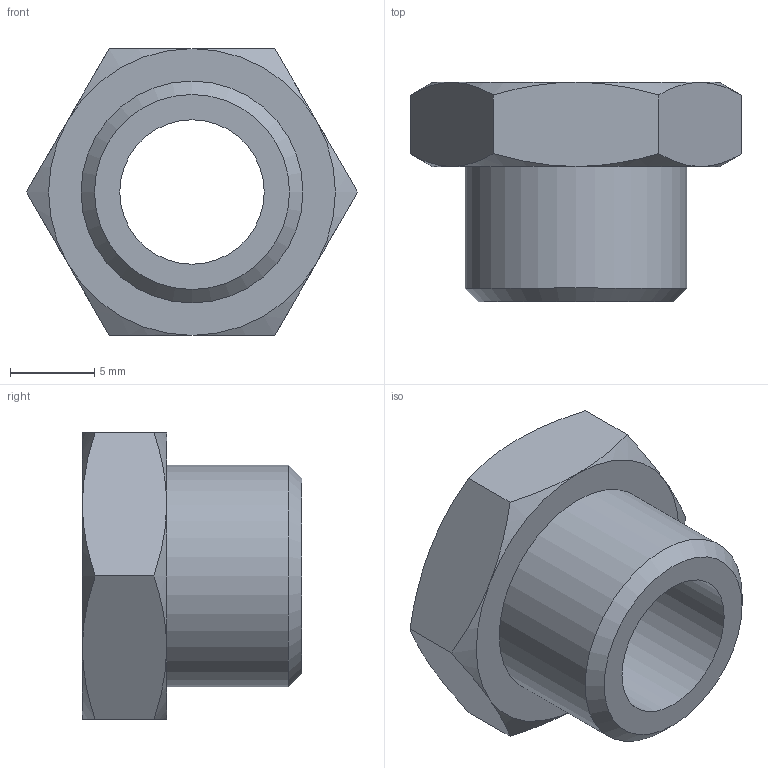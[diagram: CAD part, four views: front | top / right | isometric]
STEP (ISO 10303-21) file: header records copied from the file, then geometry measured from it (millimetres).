
FILE_DESCRIPTION((''),'2;1');
FILE_NAME('Reduzierstueck G1_8 auf G1_4 A26001503.stp','2006-05-11T14:31:22',('ScheitB'),(''),'Autodesk Inventor 10','Autodesk Inventor 10','');
FILE_SCHEMA(('AUTOMOTIVE_DESIGN { 1 0 10303 214 1 1 1 1 }'));
Length unit declared in the file: millimetre
Products named in the file (1): anrds09b
Bounding box: 19.63 x 13 x 17 mm (x, y, z)
Volume: 1563.2 mm3; surface area: 1309 mm2
Topology: 1 solids, 1 shells, 25 faces, 53 edges, 31 vertices
Faces by surface type: cone 14, plane 9, bspline 1, cylinder 1
Full cylindrical faces by diameter (mm): 13.157 x1
Entity records: 648 total; most frequent: CARTESIAN_POINT 169, ORIENTED_EDGE 96, DIRECTION 92, EDGE_CURVE 48, AXIS2_PLACEMENT_3D 43, EDGE_LOOP 32, VERTEX_POINT 30, FACE_OUTER_BOUND 25
